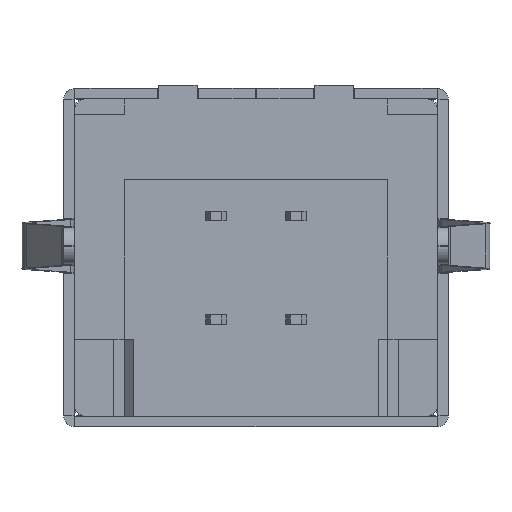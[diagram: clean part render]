
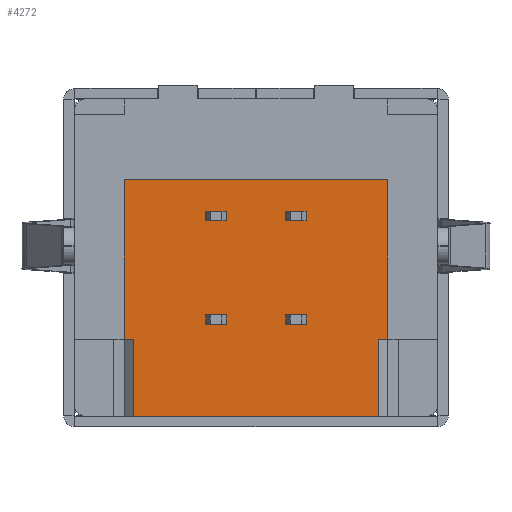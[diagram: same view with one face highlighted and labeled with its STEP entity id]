
A CAD part, front view. The second image highlights one B-rep face of the part: STEP entity #4272.
In plain terms, the highlighted planar face has unit normal (0, -1, 0).
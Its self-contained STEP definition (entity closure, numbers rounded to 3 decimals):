
#388=DIRECTION('',(1.,0.,0.));
#389=VECTOR('',#388,7.65);
#390=CARTESIAN_POINT('',(-3.825,1.,-4.98));
#391=LINE('',#390,#389);
#1722=DIRECTION('',(0.,0.,1.));
#1723=VECTOR('',#1722,2.42);
#1724=CARTESIAN_POINT('',(3.825,1.,-4.98));
#1725=LINE('',#1724,#1723);
#1729=DIRECTION('',(0.,0.,-1.));
#1730=VECTOR('',#1729,2.42);
#1731=CARTESIAN_POINT('',(-3.825,1.,-2.56));
#1732=LINE('',#1731,#1730);
#1736=DIRECTION('',(-1.,0.,0.));
#1737=VECTOR('',#1736,0.3);
#1738=CARTESIAN_POINT('',(-3.825,1.,-2.56));
#1739=LINE('',#1738,#1737);
#1743=DIRECTION('',(0.,0.,-1.));
#1744=VECTOR('',#1743,5.);
#1745=CARTESIAN_POINT('',(-4.125,1.,2.44));
#1746=LINE('',#1745,#1744);
#1750=DIRECTION('',(-1.,0.,0.));
#1751=VECTOR('',#1750,8.25);
#1752=CARTESIAN_POINT('',(4.125,1.,2.44));
#1753=LINE('',#1752,#1751);
#1757=DIRECTION('',(0.,0.,1.));
#1758=VECTOR('',#1757,5.);
#1759=CARTESIAN_POINT('',(4.125,1.,-2.56));
#1760=LINE('',#1759,#1758);
#1764=DIRECTION('',(1.,0.,0.));
#1765=VECTOR('',#1764,0.3);
#1766=CARTESIAN_POINT('',(3.825,1.,-2.56));
#1767=LINE('',#1766,#1765);
#1771=DIRECTION('',(0.,0.,1.));
#1772=VECTOR('',#1771,0.3);
#1773=CARTESIAN_POINT('',(-1.575,1.,1.158));
#1774=LINE('',#1773,#1772);
#1778=DIRECTION('',(-1.,0.,0.));
#1779=VECTOR('',#1778,0.65);
#1780=CARTESIAN_POINT('',(-0.925,1.,1.158));
#1781=LINE('',#1780,#1779);
#1785=DIRECTION('',(0.,0.,-1.));
#1786=VECTOR('',#1785,0.3);
#1787=CARTESIAN_POINT('',(-0.925,1.,1.458));
#1788=LINE('',#1787,#1786);
#1792=DIRECTION('',(1.,0.,0.));
#1793=VECTOR('',#1792,0.65);
#1794=CARTESIAN_POINT('',(-1.575,1.,1.458));
#1795=LINE('',#1794,#1793);
#1799=DIRECTION('',(0.,0.,1.));
#1800=VECTOR('',#1799,0.3);
#1801=CARTESIAN_POINT('',(0.925,1.,1.158));
#1802=LINE('',#1801,#1800);
#1806=DIRECTION('',(-1.,0.,0.));
#1807=VECTOR('',#1806,0.65);
#1808=CARTESIAN_POINT('',(1.575,1.,1.158));
#1809=LINE('',#1808,#1807);
#1813=DIRECTION('',(0.,0.,-1.));
#1814=VECTOR('',#1813,0.3);
#1815=CARTESIAN_POINT('',(1.575,1.,1.458));
#1816=LINE('',#1815,#1814);
#1820=DIRECTION('',(1.,0.,0.));
#1821=VECTOR('',#1820,0.65);
#1822=CARTESIAN_POINT('',(0.925,1.,1.458));
#1823=LINE('',#1822,#1821);
#1827=DIRECTION('',(0.,0.,1.));
#1828=VECTOR('',#1827,0.3);
#1829=CARTESIAN_POINT('',(-1.575,1.,-2.092));
#1830=LINE('',#1829,#1828);
#1834=DIRECTION('',(-1.,0.,0.));
#1835=VECTOR('',#1834,0.65);
#1836=CARTESIAN_POINT('',(-0.925,1.,-2.092));
#1837=LINE('',#1836,#1835);
#1841=DIRECTION('',(0.,0.,-1.));
#1842=VECTOR('',#1841,0.3);
#1843=CARTESIAN_POINT('',(-0.925,1.,-1.792));
#1844=LINE('',#1843,#1842);
#1848=DIRECTION('',(1.,0.,0.));
#1849=VECTOR('',#1848,0.65);
#1850=CARTESIAN_POINT('',(-1.575,1.,-1.792));
#1851=LINE('',#1850,#1849);
#1855=DIRECTION('',(0.,0.,1.));
#1856=VECTOR('',#1855,0.3);
#1857=CARTESIAN_POINT('',(0.925,1.,-2.092));
#1858=LINE('',#1857,#1856);
#1862=DIRECTION('',(-1.,0.,0.));
#1863=VECTOR('',#1862,0.65);
#1864=CARTESIAN_POINT('',(1.575,1.,-2.092));
#1865=LINE('',#1864,#1863);
#1869=DIRECTION('',(0.,0.,-1.));
#1870=VECTOR('',#1869,0.3);
#1871=CARTESIAN_POINT('',(1.575,1.,-1.792));
#1872=LINE('',#1871,#1870);
#1876=DIRECTION('',(1.,0.,0.));
#1877=VECTOR('',#1876,0.65);
#1878=CARTESIAN_POINT('',(0.925,1.,-1.792));
#1879=LINE('',#1878,#1877);
#2449=CARTESIAN_POINT('',(4.125,1.,2.44));
#2450=CARTESIAN_POINT('',(-4.125,1.,2.44));
#2451=VERTEX_POINT('',#2449);
#2452=VERTEX_POINT('',#2450);
#2485=CARTESIAN_POINT('',(3.825,1.,-4.98));
#2486=VERTEX_POINT('',#2485);
#2487=CARTESIAN_POINT('',(3.825,1.,-2.56));
#2488=VERTEX_POINT('',#2487);
#2489=CARTESIAN_POINT('',(4.125,1.,-2.56));
#2490=VERTEX_POINT('',#2489);
#2491=CARTESIAN_POINT('',(-3.825,1.,-4.98));
#2493=VERTEX_POINT('',#2491);
#2497=CARTESIAN_POINT('',(-3.825,1.,-2.56));
#2498=VERTEX_POINT('',#2497);
#2499=CARTESIAN_POINT('',(-4.125,1.,-2.56));
#2500=VERTEX_POINT('',#2499);
#2613=CARTESIAN_POINT('',(-1.575,1.,1.158));
#2614=CARTESIAN_POINT('',(-1.575,1.,1.458));
#2615=VERTEX_POINT('',#2613);
#2616=VERTEX_POINT('',#2614);
#2617=CARTESIAN_POINT('',(-0.925,1.,1.458));
#2618=VERTEX_POINT('',#2617);
#2619=CARTESIAN_POINT('',(-0.925,1.,1.158));
#2620=VERTEX_POINT('',#2619);
#2621=CARTESIAN_POINT('',(0.925,1.,1.158));
#2622=CARTESIAN_POINT('',(0.925,1.,1.458));
#2623=VERTEX_POINT('',#2621);
#2624=VERTEX_POINT('',#2622);
#2625=CARTESIAN_POINT('',(1.575,1.,1.458));
#2626=VERTEX_POINT('',#2625);
#2627=CARTESIAN_POINT('',(1.575,1.,1.158));
#2628=VERTEX_POINT('',#2627);
#2629=CARTESIAN_POINT('',(-1.575,1.,-2.092));
#2630=CARTESIAN_POINT('',(-1.575,1.,-1.792));
#2631=VERTEX_POINT('',#2629);
#2632=VERTEX_POINT('',#2630);
#2633=CARTESIAN_POINT('',(-0.925,1.,-1.792));
#2634=VERTEX_POINT('',#2633);
#2635=CARTESIAN_POINT('',(-0.925,1.,-2.092));
#2636=VERTEX_POINT('',#2635);
#2637=CARTESIAN_POINT('',(0.925,1.,-2.092));
#2638=CARTESIAN_POINT('',(0.925,1.,-1.792));
#2639=VERTEX_POINT('',#2637);
#2640=VERTEX_POINT('',#2638);
#2641=CARTESIAN_POINT('',(1.575,1.,-1.792));
#2642=VERTEX_POINT('',#2641);
#2643=CARTESIAN_POINT('',(1.575,1.,-2.092));
#2644=VERTEX_POINT('',#2643);
#4222=CARTESIAN_POINT('',(0.,1.,0.));
#4223=DIRECTION('',(0.,-1.,0.));
#4224=DIRECTION('',(1.,0.,0.));
#4225=AXIS2_PLACEMENT_3D('',#4222,#4223,#4224);
#4226=PLANE('',#4225);
#4227=ORIENTED_EDGE('',*,*,#3099,.F.);
#4228=ORIENTED_EDGE('',*,*,#3124,.F.);
#4230=ORIENTED_EDGE('',*,*,#4229,.F.);
#4231=ORIENTED_EDGE('',*,*,#3000,.T.);
#4232=ORIENTED_EDGE('',*,*,#3023,.F.);
#4233=ORIENTED_EDGE('',*,*,#3036,.F.);
#4234=ORIENTED_EDGE('',*,*,#3049,.F.);
#4235=ORIENTED_EDGE('',*,*,#3065,.F.);
#4236=EDGE_LOOP('',(#4227,#4228,#4230,#4231,#4232,#4233,#4234,#4235));
#4237=FACE_OUTER_BOUND('',#4236,.F.);
#4238=ORIENTED_EDGE('',*,*,#3854,.F.);
#4239=ORIENTED_EDGE('',*,*,#3873,.F.);
#4241=ORIENTED_EDGE('',*,*,#4240,.F.);
#4243=ORIENTED_EDGE('',*,*,#4242,.F.);
#4244=EDGE_LOOP('',(#4238,#4239,#4241,#4243));
#4245=FACE_BOUND('',#4244,.F.);
#4247=ORIENTED_EDGE('',*,*,#4246,.F.);
#4248=ORIENTED_EDGE('',*,*,#4039,.F.);
#4249=ORIENTED_EDGE('',*,*,#4216,.F.);
#4250=ORIENTED_EDGE('',*,*,#4204,.F.);
#4251=EDGE_LOOP('',(#4247,#4248,#4249,#4250));
#4252=FACE_BOUND('',#4251,.F.);
#4254=ORIENTED_EDGE('',*,*,#4253,.F.);
#4256=ORIENTED_EDGE('',*,*,#4255,.F.);
#4258=ORIENTED_EDGE('',*,*,#4257,.F.);
#4259=ORIENTED_EDGE('',*,*,#3714,.F.);
#4260=EDGE_LOOP('',(#4254,#4256,#4258,#4259));
#4261=FACE_BOUND('',#4260,.F.);
#4263=ORIENTED_EDGE('',*,*,#4262,.F.);
#4265=ORIENTED_EDGE('',*,*,#4264,.F.);
#4267=ORIENTED_EDGE('',*,*,#4266,.F.);
#4269=ORIENTED_EDGE('',*,*,#4268,.F.);
#4270=EDGE_LOOP('',(#4263,#4265,#4267,#4269));
#4271=FACE_BOUND('',#4270,.F.);
#4272=ADVANCED_FACE('',(#4237,#4245,#4252,#4261,#4271),#4226,.T.);
#3000=EDGE_CURVE('',#2498,#2500,#1739,.T.);
#3023=EDGE_CURVE('',#2452,#2500,#1746,.T.);
#3036=EDGE_CURVE('',#2451,#2452,#1753,.T.);
#3049=EDGE_CURVE('',#2490,#2451,#1760,.T.);
#3065=EDGE_CURVE('',#2488,#2490,#1767,.T.);
#3099=EDGE_CURVE('',#2486,#2488,#1725,.T.);
#3124=EDGE_CURVE('',#2493,#2486,#391,.T.);
#3714=EDGE_CURVE('',#2632,#2634,#1851,.T.);
#3854=EDGE_CURVE('',#2615,#2616,#1774,.T.);
#3873=EDGE_CURVE('',#2620,#2615,#1781,.T.);
#4039=EDGE_CURVE('',#2628,#2623,#1809,.T.);
#4204=EDGE_CURVE('',#2624,#2626,#1823,.T.);
#4216=EDGE_CURVE('',#2626,#2628,#1816,.T.);
#4229=EDGE_CURVE('',#2498,#2493,#1732,.T.);
#4240=EDGE_CURVE('',#2618,#2620,#1788,.T.);
#4242=EDGE_CURVE('',#2616,#2618,#1795,.T.);
#4246=EDGE_CURVE('',#2623,#2624,#1802,.T.);
#4253=EDGE_CURVE('',#2631,#2632,#1830,.T.);
#4255=EDGE_CURVE('',#2636,#2631,#1837,.T.);
#4257=EDGE_CURVE('',#2634,#2636,#1844,.T.);
#4262=EDGE_CURVE('',#2639,#2640,#1858,.T.);
#4264=EDGE_CURVE('',#2644,#2639,#1865,.T.);
#4266=EDGE_CURVE('',#2642,#2644,#1872,.T.);
#4268=EDGE_CURVE('',#2640,#2642,#1879,.T.);
